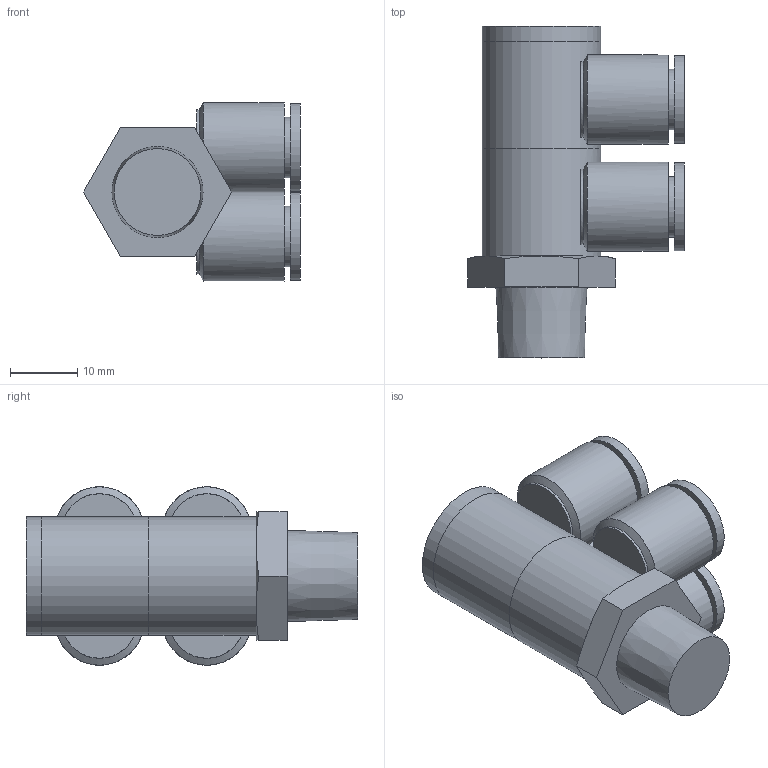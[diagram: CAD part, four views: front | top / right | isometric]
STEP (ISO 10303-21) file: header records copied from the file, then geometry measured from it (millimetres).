
FILE_DESCRIPTION( ( 'STEP AP214' ), '1' );
FILE_NAME( 'KQ2ZD08-02AS.stp', '2020-05-14T07:42:13', ( 'License CC BY-ND 4.0' ), ( 'CADENAS' ), ' ', 'PARTsolutions', ' ' );
FILE_SCHEMA( ( 'AUTOMOTIVE_DESIGN { 1 0 10303 214 1 1 1 1 }' ) );
Length unit declared in the file: millimetre
Products named in the file (3): KQ2ZD08-02AS; _KQ2ZD08-02_BODY; _KQ2ZD08-02_STUD
Assembly tree (3 placements, depth 2):
  KQ2ZD08-02AS
    _KQ2ZD08-02_BODY
    _KQ2ZD08-02_STUD  x2
Bounding box: 32.17 x 49.2 x 26.45 mm (x, y, z)
Volume: 15921.2 mm3; surface area: 11339.1 mm2
Topology: 3 solids, 3 shells, 70 faces, 138 edges, 89 vertices
Faces by surface type: plane 33, cylinder 26, cone 11
Full cylindrical faces by diameter (mm): 8 x4, 8.95 x4, 13 x4, 14.8 x3, 17.6 x3
Entity records: 1636 total; most frequent: CARTESIAN_POINT 345, DIRECTION 186, ORIENTED_EDGE 152, AXIS2_PLACEMENT_3D 85, EDGE_CURVE 76, EDGE_LOOP 68, VERTEX_POINT 56, FACE_OUTER_BOUND 55
